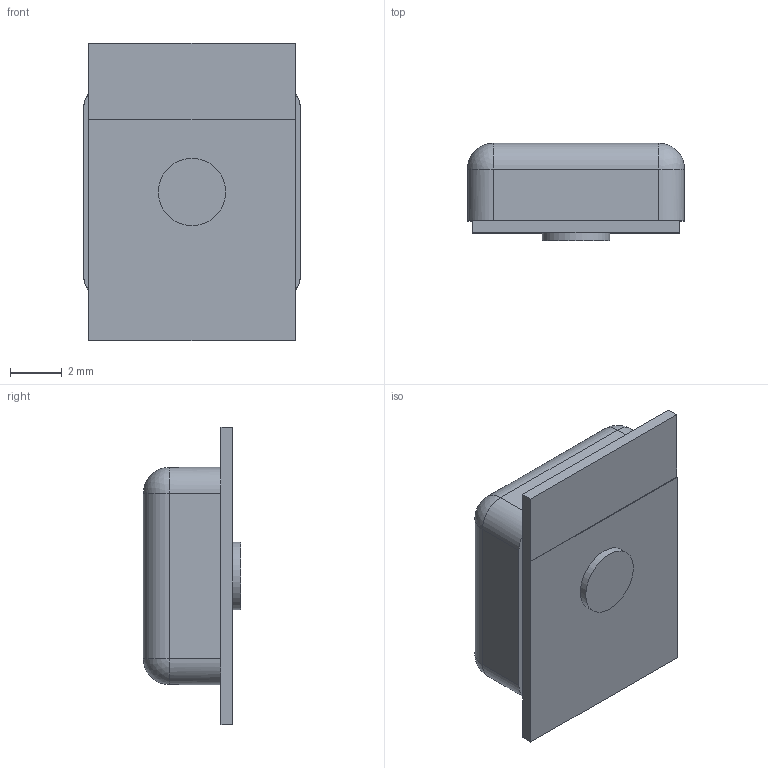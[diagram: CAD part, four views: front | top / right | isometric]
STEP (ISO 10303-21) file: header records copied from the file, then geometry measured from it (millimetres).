
FILE_DESCRIPTION(/* description */ (''),/* implementation_level */ '2;1');
FILE_NAME(/* name */ 'ButtonTrigger.step',/* time_stamp */ '2023-09-03T17:51:27+02:00',/* author */ (''),/* organization */ (''),/* preprocessor_version */ 'ST-DEVELOPER v20',/* originating_system */ 'Autodesk Translation Framework v12.9.0.99',/* authorisation */ '');
FILE_SCHEMA (('AUTOMOTIVE_DESIGN { 1 0 10303 214 3 1 1 }'));
Length unit declared in the file: millimetre
Products named in the file (1): Trigger
Bounding box: 8.4 x 3.76 x 11.5 mm (x, y, z)
Volume: 246.2 mm3; surface area: 291.6 mm2
Topology: 1 solids, 1 shells, 30 faces, 65 edges, 38 vertices
Faces by surface type: plane 17, cylinder 9, sphere 4
Full cylindrical faces by diameter (mm): 2.6 x1
Entity records: 836 total; most frequent: DIRECTION 149, CARTESIAN_POINT 134, ORIENTED_EDGE 130, EDGE_CURVE 65, AXIS2_PLACEMENT_3D 53, LINE 43, VECTOR 43, VERTEX_POINT 38
